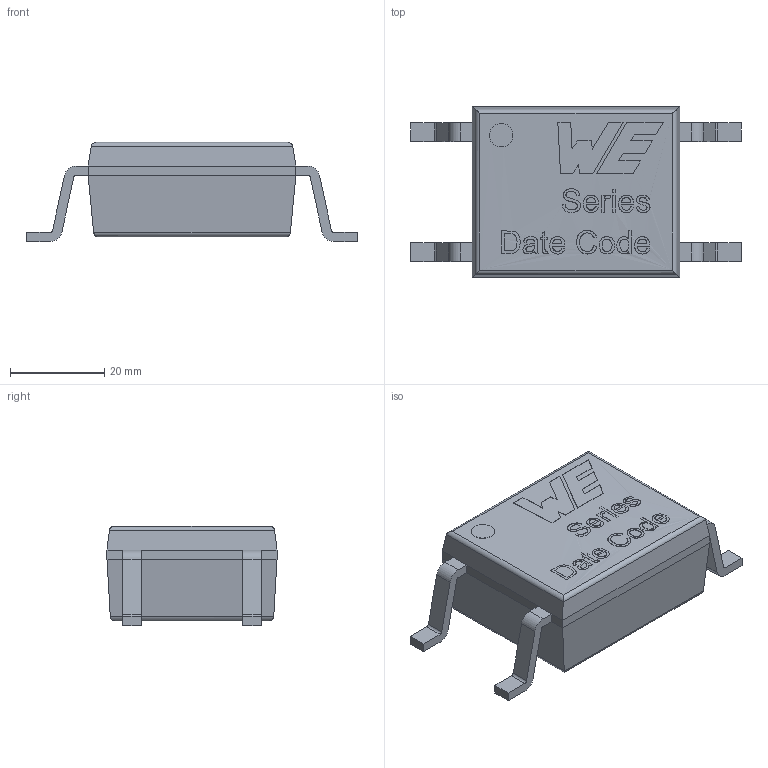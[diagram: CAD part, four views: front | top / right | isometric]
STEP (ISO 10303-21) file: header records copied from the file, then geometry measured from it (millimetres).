
FILE_DESCRIPTION(/* description */ ('Unknown'),/* implementation_level */ '2;1');
FILE_NAME(/* name */ 'Q_Wurth_WL-OCTR_SOP4-STANDARD',/* time_stamp */ '2025-12-22T11:16:13+08:00',/* author */ ('Unknown'),/* organization */ ('Unknown'),/* preprocessor_version */ 'ST-DEVELOPER v19.4',/* originating_system */ 'Solid Edge',/* authorisation */ 'Unknown');
FILE_SCHEMA (('AUTOMOTIVE_DESIGN {1 0 10303 214 3 1 1}'));
Length unit declared in the file: millimetre
Products named in the file (1): Q_Wurth_WL-OCTR_DIP4-M
Bounding box: 70 x 36 x 21 mm (x, y, z)
Volume: 31091.2 mm3; surface area: 7095.8 mm2
Topology: 1 solids, 1 shells, 200 faces, 499 edges, 327 vertices
Faces by surface type: plane 155, cylinder 26, bspline 19
Full cylindrical faces by diameter (mm): 5 x1
Entity records: 8211 total; most frequent: CARTESIAN_POINT 2309, ORIENTED_EDGE 988, DIRECTION 763, EDGE_CURVE 494, LINE 331, VECTOR 331, VERTEX_POINT 326, EDGE_LOOP 230
